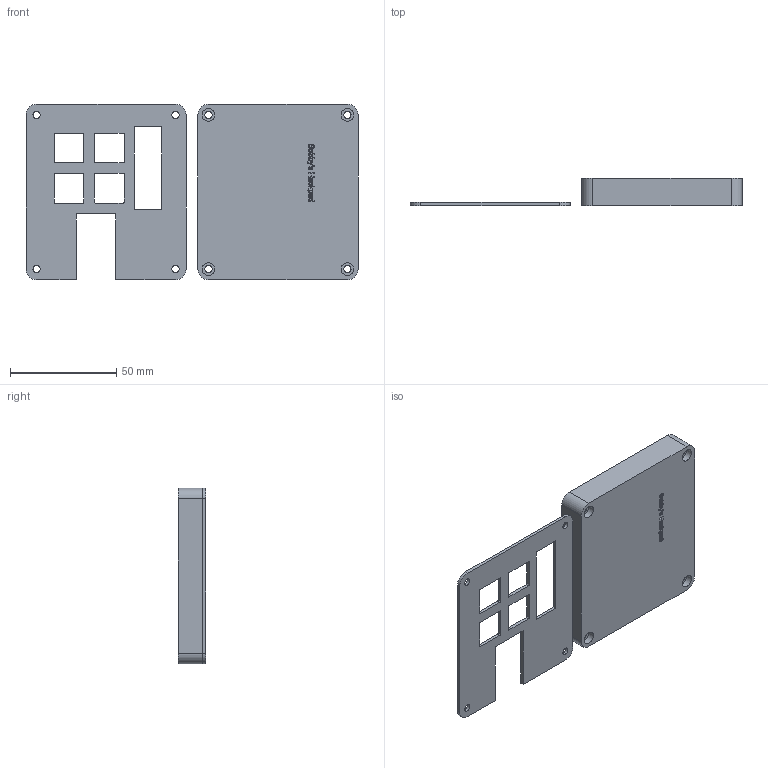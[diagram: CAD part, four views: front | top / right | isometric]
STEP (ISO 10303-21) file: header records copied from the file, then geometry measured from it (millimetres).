
FILE_DESCRIPTION(/* description */ (''),/* implementation_level */ '2;1');
FILE_NAME(/* name */ 'hackpad.step',/* time_stamp */ '2025-12-26T14:16:26Z',/* author */ ('Adams'),/* organization */ (''),/* preprocessor_version */ 'ST-DEVELOPER v20',/* originating_system */ 'Autodesk Inventor 2025',/* authorisation */ '');
FILE_SCHEMA (('AUTOMOTIVE_DESIGN { 1 0 10303 214 3 1 1 }'));
Length unit declared in the file: millimetre
Products named in the file (3): hackpad assembled; hackpad; hackpad top
Assembly tree (2 placements, depth 2):
  hackpad assembled
    hackpad
    hackpad top
Bounding box: 156.55 x 13 x 82.72 mm (x, y, z)
Volume: 49351.6 mm3; surface area: 29080.9 mm2
Topology: 2 solids, 2 shells, 308 faces, 837 edges, 558 vertices
Faces by surface type: plane 143, bspline 129, cylinder 36
Full cylindrical faces by diameter (mm): 3.4 x8, 6 x4
Entity records: 10442 total; most frequent: CARTESIAN_POINT 3321, ORIENTED_EDGE 1674, DIRECTION 1019, EDGE_CURVE 837, VERTEX_POINT 558, LINE 507, VECTOR 507, EDGE_LOOP 359
